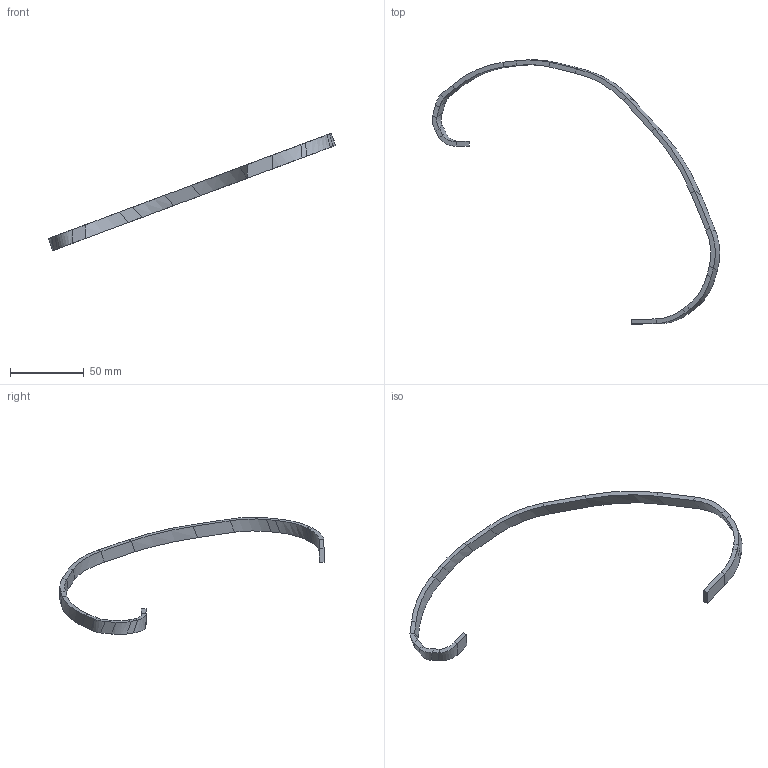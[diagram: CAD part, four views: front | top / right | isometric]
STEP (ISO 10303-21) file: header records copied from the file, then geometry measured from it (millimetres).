
FILE_DESCRIPTION (( 'STEP AP214' ), '1' );
FILE_NAME ('Patrolsensorcable.STEP', '2022-04-12T21:58:44', ( '' ), ( '' ), 'SwSTEP 2.0', 'SolidWorks 2019', '' );
FILE_SCHEMA (( 'AUTOMOTIVE_DESIGN' ));
Length unit declared in the file: millimetre
Products named in the file (1): Patrolsensorcable
Bounding box: 195.67 x 179.82 x 79.83 mm (x, y, z)
Volume: 11554 mm3; surface area: 9833 mm2
Topology: 1 solids, 1 shells, 86 faces, 172 edges, 88 vertices
Faces by surface type: plane 66, bspline 20
Entity records: 2210 total; most frequent: CARTESIAN_POINT 487, DIRECTION 346, ORIENTED_EDGE 344, EDGE_CURVE 172, LINE 132, VECTOR 132, AXIS2_PLACEMENT_3D 107, VERTEX_POINT 88
